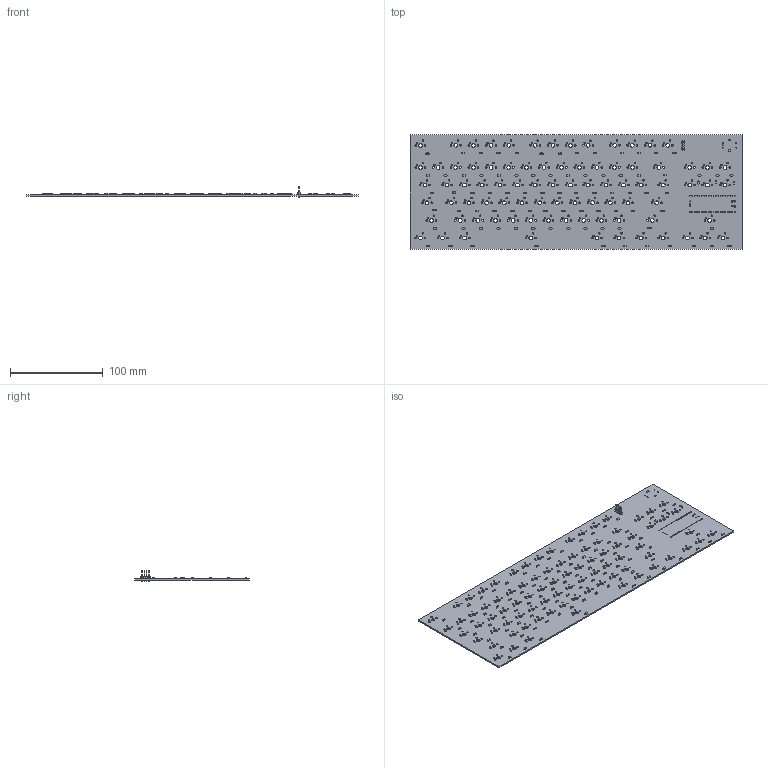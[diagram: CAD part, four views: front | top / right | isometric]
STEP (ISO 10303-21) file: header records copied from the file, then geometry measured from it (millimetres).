
FILE_DESCRIPTION(('KiCad electronic assembly'),'2;1');
FILE_NAME('pcb2.step','2025-12-16T13:59:18',('Pcbnew'),('Kicad'), 'Open CASCADE STEP processor 7.9','KiCad to STEP converter','Unknown' );
FILE_SCHEMA(('AUTOMOTIVE_DESIGN { 1 0 10303 214 1 1 1 1 }'));
Length unit declared in the file: millimetre
Products named in the file (5): pcb2 1; D_SOD-123; PinHeader_1x04_P2.54mm_Vertical; Pico; keyboard_PCB
Assembly tree (87 placements, depth 2):
  pcb2 1
    D_SOD-123  x84
    PinHeader_1x04_P2.54mm_Vertical
    Pico
    keyboard_PCB
Bounding box: 358.14 x 123.19 x 11.54 mm (x, y, z)
Volume: 64405.7 mm3; surface area: 92464.6 mm2
Topology: 86 solids, 86 shells, 5546 faces, 14134 edges, 8852 vertices
Faces by surface type: plane 3050, bspline 1344, cylinder 1152
Full cylindrical faces by diameter (mm): 1 x9, 1.02 x43, 1.5 x170, 1.7 x168, 1.8 x2, 4 x84
Entity records: 25461 total; most frequent: DIRECTION 4244, CARTESIAN_POINT 3875, ORIENTED_EDGE 3700, EDGE_CURVE 1850, AXIS2_PLACEMENT_3D 1697, FACE_BOUND 1614, EDGE_LOOP 1614, VERTEX_POINT 1216
